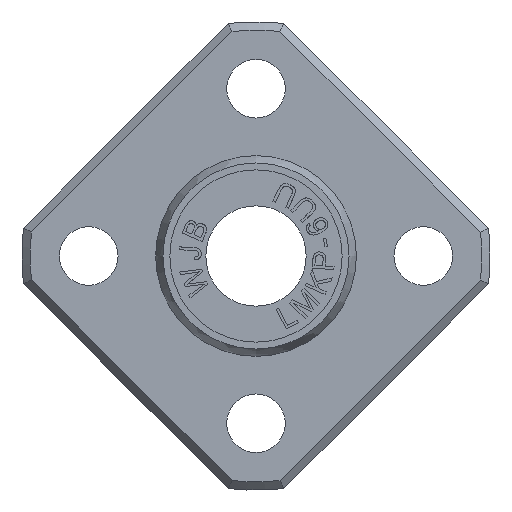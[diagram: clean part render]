
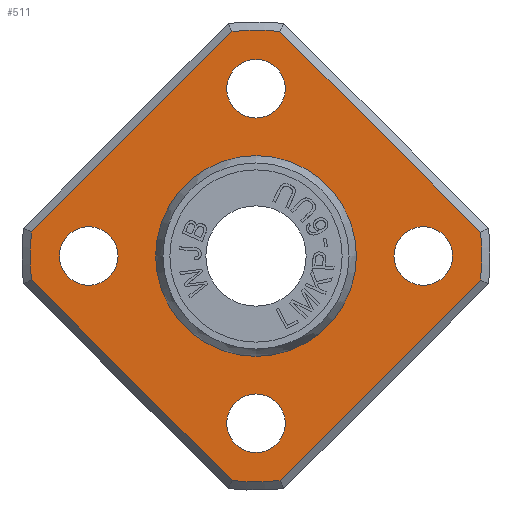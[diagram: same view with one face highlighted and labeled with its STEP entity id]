
A CAD part, left-side view. The second image highlights one B-rep face of the part: STEP entity #511.
In plain terms, the highlighted planar face has unit normal (-1, 0, 0).
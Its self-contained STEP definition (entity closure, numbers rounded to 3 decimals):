
#511=ADVANCED_FACE('',(#1684,#1685,#1686,#1687,#1688,#1689),#866,.T.);
#866=PLANE('',#6477);
#1130=CIRCLE('',#6454,13.5);
#1133=CIRCLE('',#6458,13.5);
#1134=CIRCLE('',#6460,13.5);
#1137=CIRCLE('',#6464,13.5);
#1141=CIRCLE('',#6472,1.75);
#1142=CIRCLE('',#6473,5.809);
#1143=CIRCLE('',#6474,1.75);
#1144=CIRCLE('',#6475,1.75);
#1145=CIRCLE('',#6476,1.75);
#1684=FACE_BOUND('',#1807,.T.);
#1685=FACE_BOUND('',#1808,.T.);
#1686=FACE_BOUND('',#1809,.T.);
#1687=FACE_BOUND('',#1810,.T.);
#1688=FACE_BOUND('',#1811,.T.);
#1689=FACE_BOUND('',#1812,.T.);
#1807=EDGE_LOOP('',(#2472));
#1808=EDGE_LOOP('',(#2473));
#1809=EDGE_LOOP('',(#2474));
#1810=EDGE_LOOP('',(#2475));
#1811=EDGE_LOOP('',(#2476));
#1812=EDGE_LOOP('',(#2477,#2478,#2479,#2480,#2481,#2482,#2483,#2484));
#2472=ORIENTED_EDGE('',*,*,#4839,.F.);
#2473=ORIENTED_EDGE('',*,*,#4840,.T.);
#2474=ORIENTED_EDGE('',*,*,#4841,.F.);
#2475=ORIENTED_EDGE('',*,*,#4842,.F.);
#2476=ORIENTED_EDGE('',*,*,#4843,.F.);
#2477=ORIENTED_EDGE('',*,*,#4828,.T.);
#2478=ORIENTED_EDGE('',*,*,#4844,.T.);
#2479=ORIENTED_EDGE('',*,*,#4820,.T.);
#2480=ORIENTED_EDGE('',*,*,#4845,.T.);
#2481=ORIENTED_EDGE('',*,*,#4814,.T.);
#2482=ORIENTED_EDGE('',*,*,#4846,.T.);
#2483=ORIENTED_EDGE('',*,*,#4822,.T.);
#2484=ORIENTED_EDGE('',*,*,#4847,.T.);
#4218=VERTEX_POINT('',#9382);
#4219=VERTEX_POINT('',#9383);
#4224=VERTEX_POINT('',#9403);
#4225=VERTEX_POINT('',#9405);
#4226=VERTEX_POINT('',#9412);
#4227=VERTEX_POINT('',#9413);
#4232=VERTEX_POINT('',#9433);
#4233=VERTEX_POINT('',#9435);
#4240=VERTEX_POINT('',#9460);
#4241=VERTEX_POINT('',#9462);
#4242=VERTEX_POINT('',#9464);
#4243=VERTEX_POINT('',#9466);
#4244=VERTEX_POINT('',#9468);
#4814=EDGE_CURVE('',#4218,#4219,#1130,.T.);
#4820=EDGE_CURVE('',#4225,#4224,#1133,.T.);
#4822=EDGE_CURVE('',#4226,#4227,#1134,.T.);
#4828=EDGE_CURVE('',#4233,#4232,#1137,.T.);
#4839=EDGE_CURVE('',#4240,#4240,#1141,.T.);
#4840=EDGE_CURVE('',#4241,#4241,#1142,.T.);
#4841=EDGE_CURVE('',#4242,#4242,#1143,.T.);
#4842=EDGE_CURVE('',#4243,#4243,#1144,.T.);
#4843=EDGE_CURVE('',#4244,#4244,#1145,.T.);
#4844=EDGE_CURVE('',#4232,#4225,#5592,.T.);
#4845=EDGE_CURVE('',#4224,#4218,#5593,.T.);
#4846=EDGE_CURVE('',#4219,#4226,#5594,.T.);
#4847=EDGE_CURVE('',#4227,#4233,#5595,.T.);
#5592=LINE('',#9469,#6017);
#5593=LINE('',#9470,#6018);
#5594=LINE('',#9471,#6019);
#5595=LINE('',#9472,#6020);
#6017=VECTOR('',#7027,1.);
#6018=VECTOR('',#7028,1.);
#6019=VECTOR('',#7029,1.);
#6020=VECTOR('',#7030,1.);
#6454=AXIS2_PLACEMENT_3D('',#9381,#6975,#6976);
#6458=AXIS2_PLACEMENT_3D('',#9404,#6983,#6984);
#6460=AXIS2_PLACEMENT_3D('',#9411,#6987,#6988);
#6464=AXIS2_PLACEMENT_3D('',#9434,#6995,#6996);
#6472=AXIS2_PLACEMENT_3D('',#9459,#7017,#7018);
#6473=AXIS2_PLACEMENT_3D('',#9461,#7019,#7020);
#6474=AXIS2_PLACEMENT_3D('',#9463,#7021,#7022);
#6475=AXIS2_PLACEMENT_3D('',#9465,#7023,#7024);
#6476=AXIS2_PLACEMENT_3D('',#9467,#7025,#7026);
#6477=AXIS2_PLACEMENT_3D('',#9473,#7031,#7032);
#6975=DIRECTION('',(-1.,0.,0.));
#6976=DIRECTION('',(0.,0.,1.));
#6983=DIRECTION('',(-1.,0.,0.));
#6984=DIRECTION('',(0.,0.,1.));
#6987=DIRECTION('',(-1.,0.,0.));
#6988=DIRECTION('',(0.,0.,1.));
#6995=DIRECTION('',(-1.,0.,0.));
#6996=DIRECTION('',(0.,0.,1.));
#7017=DIRECTION('',(-1.,0.,0.));
#7018=DIRECTION('',(0.,0.,1.));
#7019=DIRECTION('',(1.,0.,0.));
#7020=DIRECTION('',(0.,0.,-1.));
#7021=DIRECTION('',(-1.,0.,0.));
#7022=DIRECTION('',(0.,0.,1.));
#7023=DIRECTION('',(-1.,0.,0.));
#7024=DIRECTION('',(0.,0.,1.));
#7025=DIRECTION('',(-1.,0.,0.));
#7026=DIRECTION('',(0.,0.,1.));
#7027=DIRECTION('',(0.,-0.707,-0.707));
#7028=DIRECTION('',(0.,-0.707,0.707));
#7029=DIRECTION('',(0.,0.707,0.707));
#7030=DIRECTION('',(0.,0.707,-0.707));
#7031=DIRECTION('',(-1.,0.,0.));
#7032=DIRECTION('',(0.,0.,-1.));
#9381=CARTESIAN_POINT('',(-4.,0.,0.));
#9382=CARTESIAN_POINT('',(-4.,-13.423,-1.437));
#9383=CARTESIAN_POINT('',(-4.,-13.425,1.425));
#9403=CARTESIAN_POINT('',(-4.,-1.437,-13.423));
#9404=CARTESIAN_POINT('',(-4.,0.,0.));
#9405=CARTESIAN_POINT('',(-4.,1.425,-13.425));
#9411=CARTESIAN_POINT('',(-4.,0.,0.));
#9412=CARTESIAN_POINT('',(-4.,-1.425,13.425));
#9413=CARTESIAN_POINT('',(-4.,1.437,13.423));
#9433=CARTESIAN_POINT('',(-4.,13.425,-1.425));
#9434=CARTESIAN_POINT('',(-4.,0.,0.));
#9435=CARTESIAN_POINT('',(-4.,13.423,1.437));
#9459=CARTESIAN_POINT('',(-4.,10.,0.));
#9460=CARTESIAN_POINT('',(-4.,10.,1.75));
#9461=CARTESIAN_POINT('',(-4.,0.,0.));
#9462=CARTESIAN_POINT('',(-4.,0.,-5.809));
#9463=CARTESIAN_POINT('',(-4.,-10.,0.));
#9464=CARTESIAN_POINT('',(-4.,-10.,1.75));
#9465=CARTESIAN_POINT('',(-4.,0.,-10.));
#9466=CARTESIAN_POINT('',(-4.,0.,-8.25));
#9467=CARTESIAN_POINT('',(-4.,0.,10.));
#9468=CARTESIAN_POINT('',(-4.,0.,11.75));
#9469=CARTESIAN_POINT('',(-4.,1.891,-12.959));
#9470=CARTESIAN_POINT('',(-4.,-12.956,-1.904));
#9471=CARTESIAN_POINT('',(-4.,-1.891,12.959));
#9472=CARTESIAN_POINT('',(-4.,12.956,1.904));
#9473=CARTESIAN_POINT('',(-4.,0.,-9.905));
